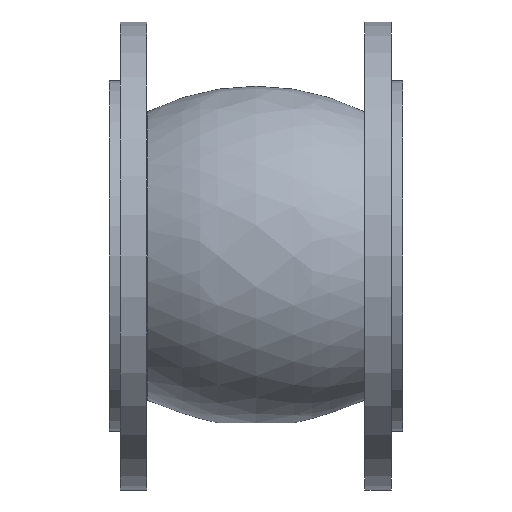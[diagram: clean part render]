
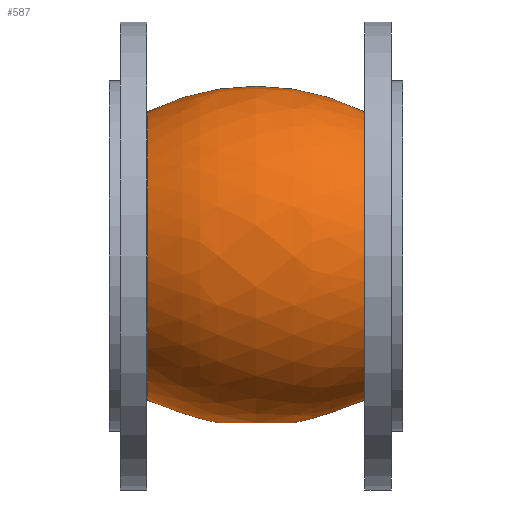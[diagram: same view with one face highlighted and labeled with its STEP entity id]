
A CAD part, left-side view. The second image highlights one B-rep face of the part: STEP entity #587.
In plain terms, the highlighted free-form (B-spline) face has degree [2, 2] with [3, 9] control points.
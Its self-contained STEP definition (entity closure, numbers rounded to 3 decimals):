
#14=(
BOUNDED_SURFACE()
B_SPLINE_SURFACE(2,2,((#1010,#1011,#1012,#1013,#1014,#1015,#1016,#1017,
#1018),(#1019,#1020,#1021,#1022,#1023,#1024,#1025,#1026,#1027),(#1028,#1029,
#1030,#1031,#1032,#1033,#1034,#1035,#1036)),.UNSPECIFIED.,.F.,.T.,.F.)
B_SPLINE_SURFACE_WITH_KNOTS((3,3),(3,2,2,2,3),(-0.462,0.462),
(-3.142,-1.571,0.,1.571,3.142),
 .UNSPECIFIED.)
GEOMETRIC_REPRESENTATION_ITEM()
RATIONAL_B_SPLINE_SURFACE(((1.,0.707,1.,0.707,1.,
0.707,1.,0.707,1.),(0.895,0.633,
0.895,0.633,0.895,0.633,
0.895,0.633,0.895),(1.,0.707,
1.,0.707,1.,0.707,1.,0.707,1.)))
REPRESENTATION_ITEM('')
SURFACE()
);
#90=FACE_OUTER_BOUND('',#158,.T.);
#158=EDGE_LOOP('',(#502,#503,#504,#505));
#235=CIRCLE('',#660,103.262);
#248=CIRCLE('',#684,103.262);
#249=CIRCLE('',#685,173.751);
#284=VERTEX_POINT('',#969);
#295=VERTEX_POINT('',#1007);
#347=EDGE_CURVE('',#284,#284,#235,.T.);
#364=EDGE_CURVE('',#295,#295,#248,.T.);
#365=EDGE_CURVE('',#284,#295,#249,.T.);
#502=ORIENTED_EDGE('',*,*,#347,.F.);
#503=ORIENTED_EDGE('',*,*,#365,.T.);
#504=ORIENTED_EDGE('',*,*,#364,.T.);
#505=ORIENTED_EDGE('',*,*,#365,.F.);
#587=ADVANCED_FACE('',(#90),#14,.F.);
#660=AXIS2_PLACEMENT_3D('',#970,#809,#810);
#684=AXIS2_PLACEMENT_3D('',#1009,#861,#862);
#685=AXIS2_PLACEMENT_3D('',#1037,#863,#864);
#809=DIRECTION('center_axis',(0.,-1.,0.));
#810=DIRECTION('ref_axis',(1.,0.,0.));
#861=DIRECTION('center_axis',(0.,-1.,0.));
#862=DIRECTION('ref_axis',(1.,0.,0.));
#863=DIRECTION('center_axis',(-1.,0.,0.));
#864=DIRECTION('ref_axis',(0.,0.,1.));
#969=CARTESIAN_POINT('',(0.,27.524,103.262));
#970=CARTESIAN_POINT('Origin',(0.,27.524,0.));
#1007=CARTESIAN_POINT('',(0.,182.476,103.262));
#1009=CARTESIAN_POINT('Origin',(0.,182.476,0.));
#1010=CARTESIAN_POINT('Ctrl Pts',(0.,182.476,103.262));
#1011=CARTESIAN_POINT('Ctrl Pts',(-103.262,182.476,103.262));
#1012=CARTESIAN_POINT('Ctrl Pts',(-103.262,182.476,0.));
#1013=CARTESIAN_POINT('Ctrl Pts',(-103.262,182.476,-103.262));
#1014=CARTESIAN_POINT('Ctrl Pts',(0.,182.476,-103.262));
#1015=CARTESIAN_POINT('Ctrl Pts',(103.262,182.476,-103.262));
#1016=CARTESIAN_POINT('Ctrl Pts',(103.262,182.476,0.));
#1017=CARTESIAN_POINT('Ctrl Pts',(103.262,182.476,103.262));
#1018=CARTESIAN_POINT('Ctrl Pts',(0.,182.476,103.262));
#1019=CARTESIAN_POINT('Ctrl Pts',(0.,105.,141.858));
#1020=CARTESIAN_POINT('Ctrl Pts',(-141.858,105.,141.858));
#1021=CARTESIAN_POINT('Ctrl Pts',(-141.858,105.,0.));
#1022=CARTESIAN_POINT('Ctrl Pts',(-141.858,105.,-141.858));
#1023=CARTESIAN_POINT('Ctrl Pts',(0.,105.,-141.858));
#1024=CARTESIAN_POINT('Ctrl Pts',(141.858,105.,-141.858));
#1025=CARTESIAN_POINT('Ctrl Pts',(141.858,105.,0.));
#1026=CARTESIAN_POINT('Ctrl Pts',(141.858,105.,141.858));
#1027=CARTESIAN_POINT('Ctrl Pts',(0.,105.,141.858));
#1028=CARTESIAN_POINT('Ctrl Pts',(0.,27.524,103.262));
#1029=CARTESIAN_POINT('Ctrl Pts',(-103.262,27.524,103.262));
#1030=CARTESIAN_POINT('Ctrl Pts',(-103.262,27.524,0.));
#1031=CARTESIAN_POINT('Ctrl Pts',(-103.262,27.524,-103.262));
#1032=CARTESIAN_POINT('Ctrl Pts',(0.,27.524,-103.262));
#1033=CARTESIAN_POINT('Ctrl Pts',(103.262,27.524,-103.262));
#1034=CARTESIAN_POINT('Ctrl Pts',(103.262,27.524,0.));
#1035=CARTESIAN_POINT('Ctrl Pts',(103.262,27.524,103.262));
#1036=CARTESIAN_POINT('Ctrl Pts',(0.,27.524,103.262));
#1037=CARTESIAN_POINT('Origin',(0.,105.,-52.259));
